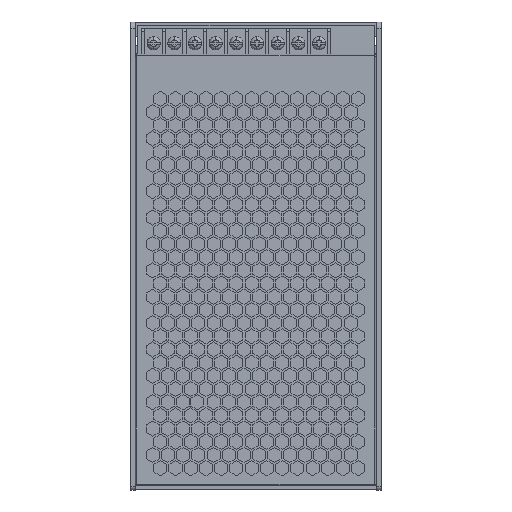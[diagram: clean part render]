
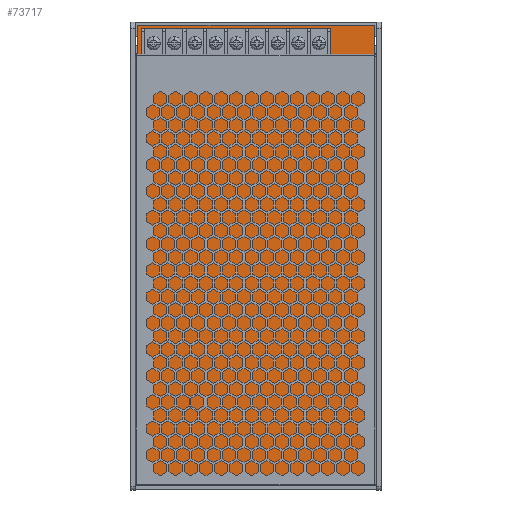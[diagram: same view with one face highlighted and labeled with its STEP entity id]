
A CAD part, top view. The second image highlights one B-rep face of the part: STEP entity #73717.
In plain terms, the highlighted face is planar.
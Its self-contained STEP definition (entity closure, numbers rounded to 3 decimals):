
#3875 = ORIENTED_EDGE ( 'NONE', *, *, #147683, .T. ) ;
#5725 = EDGE_CURVE ( 'NONE', #139014, #7494, #142557, .T. ) ;
#7494 = VERTEX_POINT ( 'NONE', #54113 ) ;
#7955 = CARTESIAN_POINT ( 'NONE',  ( 37.126, 85.061, 14.66 ) ) ;
#8501 = ORIENTED_EDGE ( 'NONE', *, *, #143097, .F. ) ;
#9069 = VERTEX_POINT ( 'NONE', #113490 ) ;
#9662 = LINE ( 'NONE', #30059, #93185 ) ;
#14289 = CARTESIAN_POINT ( 'NONE',  ( 37.126, 130.325, 14.66 ) ) ;
#18588 = VECTOR ( 'NONE', #121581, 1000. ) ;
#18840 = VERTEX_POINT ( 'NONE', #47549 ) ;
#19033 = FACE_BOUND ( 'NONE', #145302, .T. ) ;
#19660 = VECTOR ( 'NONE', #111284, 1000. ) ;
#19944 = CARTESIAN_POINT ( 'NONE',  ( 37.126, 43.325, 0. ) ) ;
#24295 = EDGE_CURVE ( 'NONE', #133504, #119492, #43573, .T. ) ;
#24924 = CARTESIAN_POINT ( 'NONE',  ( 37.126, 130.325, 0. ) ) ;
#24930 = CARTESIAN_POINT ( 'NONE',  ( 37.126, 43.325, 0. ) ) ;
#27301 = VECTOR ( 'NONE', #102882, 1000. ) ;
#29138 = CARTESIAN_POINT ( 'NONE',  ( 37.126, 41.526, 205.923 ) ) ;
#30059 = CARTESIAN_POINT ( 'NONE',  ( 37.126, 150.368, -1.764 ) ) ;
#30435 = VERTEX_POINT ( 'NONE', #120070 ) ;
#30803 = CARTESIAN_POINT ( 'NONE',  ( 37.126, 150.368, 205.923 ) ) ;
#31629 = EDGE_CURVE ( 'NONE', #7494, #9069, #81729, .T. ) ;
#39414 = DIRECTION ( 'NONE',  ( 0., 0., -1. ) ) ;
#42056 = LINE ( 'NONE', #30803, #116145 ) ;
#43573 = LINE ( 'NONE', #87886, #27301 ) ;
#43938 = ORIENTED_EDGE ( 'NONE', *, *, #142161, .F. ) ;
#47549 = CARTESIAN_POINT ( 'NONE',  ( 37.126, 43.325, 14.66 ) ) ;
#54113 = CARTESIAN_POINT ( 'NONE',  ( 37.126, 41.526, -1.764 ) ) ;
#60925 = EDGE_CURVE ( 'NONE', #18840, #73503, #72908, .T. ) ;
#64333 = LINE ( 'NONE', #7955, #18588 ) ;
#64645 = LINE ( 'NONE', #76649, #19660 ) ;
#64791 = DIRECTION ( 'NONE',  ( -1., 0., 0. ) ) ;
#70665 = DIRECTION ( 'NONE',  ( 0., 0., -1. ) ) ;
#72479 = VECTOR ( 'NONE', #144025, 1000. ) ;
#72908 = LINE ( 'NONE', #24930, #124950 ) ;
#73503 = VERTEX_POINT ( 'NONE', #19944 ) ;
#73717 = ADVANCED_FACE ( 'NONE', ( #120556, #19033 ), #99331, .T. ) ;
#76563 = DIRECTION ( 'NONE',  ( 0., -1., 0. ) ) ;
#76649 = CARTESIAN_POINT ( 'NONE',  ( 37.126, 111.325, 0. ) ) ;
#80963 = EDGE_LOOP ( 'NONE', ( #114426, #144894, #147051, #8501 ) ) ;
#81729 = LINE ( 'NONE', #93686, #72479 ) ;
#87886 = CARTESIAN_POINT ( 'NONE',  ( 37.126, 130.325, 0. ) ) ;
#93185 = VECTOR ( 'NONE', #147379, 1000. ) ;
#93686 = CARTESIAN_POINT ( 'NONE',  ( 37.126, 150.368, -1.764 ) ) ;
#93740 = VECTOR ( 'NONE', #39414, 1000. ) ;
#99331 = PLANE ( 'NONE',  #121954 ) ;
#102882 = DIRECTION ( 'NONE',  ( 0., 0., -1. ) ) ;
#106480 = ORIENTED_EDGE ( 'NONE', *, *, #24295, .F. ) ;
#111284 = DIRECTION ( 'NONE',  ( 0., 1., 0. ) ) ;
#113490 = CARTESIAN_POINT ( 'NONE',  ( 37.126, 150.368, -1.764 ) ) ;
#114426 = ORIENTED_EDGE ( 'NONE', *, *, #31629, .F. ) ;
#116145 = VECTOR ( 'NONE', #76563, 1000. ) ;
#118945 = EDGE_CURVE ( 'NONE', #30435, #139014, #42056, .T. ) ;
#119492 = VERTEX_POINT ( 'NONE', #24924 ) ;
#120070 = CARTESIAN_POINT ( 'NONE',  ( 37.126, 150.368, 205.923 ) ) ;
#120556 = FACE_OUTER_BOUND ( 'NONE', #80963, .T. ) ;
#121581 = DIRECTION ( 'NONE',  ( 0., 1., 0. ) ) ;
#121954 = AXIS2_PLACEMENT_3D ( 'NONE', #132617, #64791, #146131 ) ;
#124950 = VECTOR ( 'NONE', #70665, 1000. ) ;
#132617 = CARTESIAN_POINT ( 'NONE',  ( 37.126, 0., 0. ) ) ;
#133504 = VERTEX_POINT ( 'NONE', #14289 ) ;
#139014 = VERTEX_POINT ( 'NONE', #29138 ) ;
#141802 = CARTESIAN_POINT ( 'NONE',  ( 37.126, 41.526, -1.764 ) ) ;
#142161 = EDGE_CURVE ( 'NONE', #18840, #133504, #64333, .T. ) ;
#142557 = LINE ( 'NONE', #141802, #93740 ) ;
#143097 = EDGE_CURVE ( 'NONE', #9069, #30435, #9662, .T. ) ;
#144025 = DIRECTION ( 'NONE',  ( 0., 1., 0. ) ) ;
#144894 = ORIENTED_EDGE ( 'NONE', *, *, #5725, .F. ) ;
#145302 = EDGE_LOOP ( 'NONE', ( #3875, #106480, #43938, #148030 ) ) ;
#146131 = DIRECTION ( 'NONE',  ( 0., 0., 1. ) ) ;
#147051 = ORIENTED_EDGE ( 'NONE', *, *, #118945, .F. ) ;
#147379 = DIRECTION ( 'NONE',  ( 0., 0., 1. ) ) ;
#147683 = EDGE_CURVE ( 'NONE', #73503, #119492, #64645, .T. ) ;
#148030 = ORIENTED_EDGE ( 'NONE', *, *, #60925, .T. ) ;
